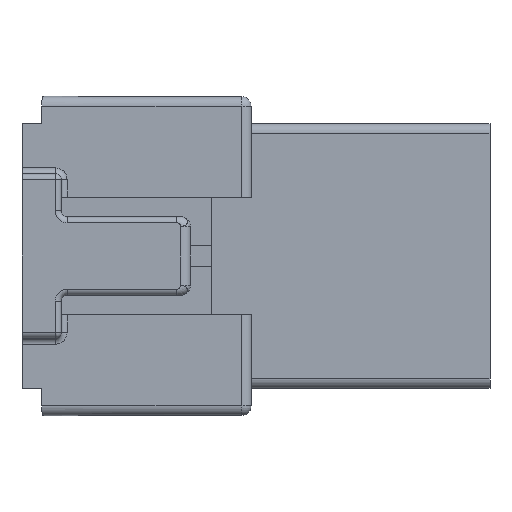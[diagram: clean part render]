
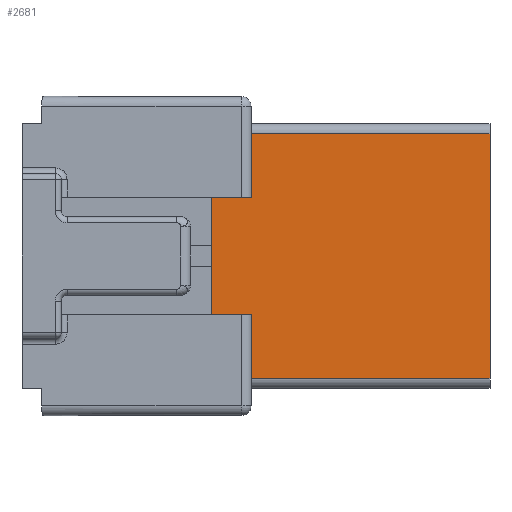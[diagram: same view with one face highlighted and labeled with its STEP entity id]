
A CAD part, front view. The second image highlights one B-rep face of the part: STEP entity #2681.
In plain terms, the highlighted planar face has unit normal (0, -1, 0).
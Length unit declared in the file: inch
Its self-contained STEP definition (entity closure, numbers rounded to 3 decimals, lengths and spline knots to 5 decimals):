
#123=FACE_OUTER_BOUND('',#276,.T.);
#276=EDGE_LOOP('',(#1811,#1812,#1813,#1814,#1815,#1816,#1817,#1818));
#571=LINE('',#3993,#831);
#574=LINE('',#4000,#834);
#578=LINE('',#4019,#838);
#594=LINE('',#4055,#854);
#595=LINE('',#4057,#855);
#596=LINE('',#4059,#856);
#597=LINE('',#4061,#857);
#598=LINE('',#4062,#858);
#831=VECTOR('',#3147,0.12795);
#834=VECTOR('',#3154,0.48031);
#838=VECTOR('',#3174,0.07874);
#854=VECTOR('',#3200,0.49213);
#855=VECTOR('',#3201,0.48031);
#856=VECTOR('',#3202,0.12795);
#857=VECTOR('',#3203,0.07874);
#858=VECTOR('',#3204,0.23622);
#1092=VERTEX_POINT('',#3990);
#1093=VERTEX_POINT('',#3992);
#1095=VERTEX_POINT('',#3998);
#1102=VERTEX_POINT('',#4018);
#1117=VERTEX_POINT('',#4054);
#1118=VERTEX_POINT('',#4056);
#1119=VERTEX_POINT('',#4058);
#1120=VERTEX_POINT('',#4060);
#1360=EDGE_CURVE('',#1093,#1092,#571,.T.);
#1364=EDGE_CURVE('',#1095,#1092,#574,.T.);
#1373=EDGE_CURVE('',#1102,#1093,#578,.T.);
#1391=EDGE_CURVE('',#1095,#1117,#594,.T.);
#1392=EDGE_CURVE('',#1117,#1118,#595,.T.);
#1393=EDGE_CURVE('',#1118,#1119,#596,.T.);
#1394=EDGE_CURVE('',#1119,#1120,#597,.T.);
#1395=EDGE_CURVE('',#1120,#1102,#598,.T.);
#1811=ORIENTED_EDGE('',*,*,#1364,.F.);
#1812=ORIENTED_EDGE('',*,*,#1391,.T.);
#1813=ORIENTED_EDGE('',*,*,#1392,.T.);
#1814=ORIENTED_EDGE('',*,*,#1393,.T.);
#1815=ORIENTED_EDGE('',*,*,#1394,.T.);
#1816=ORIENTED_EDGE('',*,*,#1395,.T.);
#1817=ORIENTED_EDGE('',*,*,#1373,.T.);
#1818=ORIENTED_EDGE('',*,*,#1360,.T.);
#2591=PLANE('',#2863);
#2681=ADVANCED_FACE('',(#123),#2591,.T.);
#2863=AXIS2_PLACEMENT_3D('',#4053,#3198,#3199);
#3147=DIRECTION('',(0.,0.,-1.));
#3154=DIRECTION('',(-1.,0.,0.));
#3174=DIRECTION('',(1.,0.,0.));
#3198=DIRECTION('center_axis',(0.,-1.,0.));
#3199=DIRECTION('ref_axis',(0.,0.,-1.));
#3200=DIRECTION('',(0.,0.,1.));
#3201=DIRECTION('',(-1.,0.,0.));
#3202=DIRECTION('',(0.,0.,-1.));
#3203=DIRECTION('',(-1.,0.,0.));
#3204=DIRECTION('',(0.,0.,-1.));
#3990=CARTESIAN_POINT('',(-0.25984,-0.1437,-0.24606));
#3992=CARTESIAN_POINT('',(-0.25984,-0.1437,-0.11811));
#3993=CARTESIAN_POINT('',(-0.25984,-0.1437,-0.11811));
#3998=CARTESIAN_POINT('',(0.22047,-0.1437,-0.24606));
#4000=CARTESIAN_POINT('',(0.22047,-0.1437,-0.24606));
#4018=CARTESIAN_POINT('',(-0.33858,-0.1437,-0.11811));
#4019=CARTESIAN_POINT('',(-0.33858,-0.1437,-0.11811));
#4053=CARTESIAN_POINT('Origin',(-0.33858,-0.1437,-0.26575));
#4054=CARTESIAN_POINT('',(0.22047,-0.1437,0.24606));
#4055=CARTESIAN_POINT('',(0.22047,-0.1437,-0.24606));
#4056=CARTESIAN_POINT('',(-0.25984,-0.1437,0.24606));
#4057=CARTESIAN_POINT('',(0.22047,-0.1437,0.24606));
#4058=CARTESIAN_POINT('',(-0.25984,-0.1437,0.11811));
#4059=CARTESIAN_POINT('',(-0.25984,-0.1437,0.24606));
#4060=CARTESIAN_POINT('',(-0.33858,-0.1437,0.11811));
#4061=CARTESIAN_POINT('',(-0.25984,-0.1437,0.11811));
#4062=CARTESIAN_POINT('',(-0.33858,-0.1437,0.11811));
